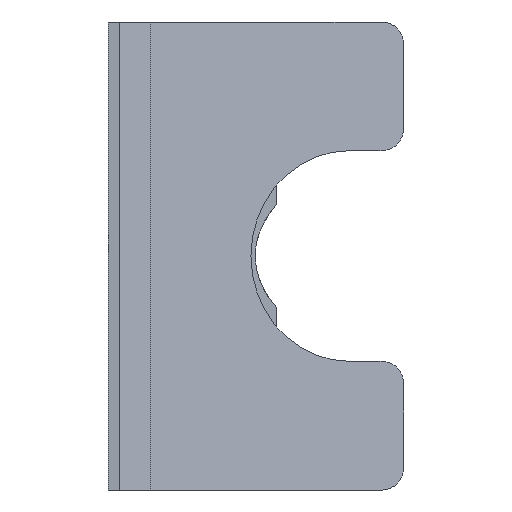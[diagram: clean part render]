
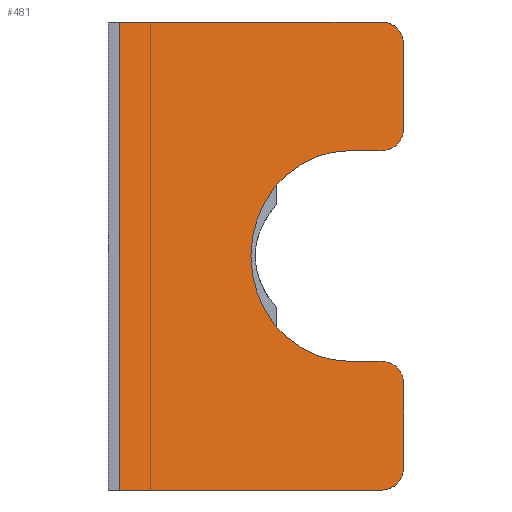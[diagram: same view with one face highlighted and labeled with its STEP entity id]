
A CAD part, left-side view. The second image highlights one B-rep face of the part: STEP entity #481.
In plain terms, the highlighted planar face has unit normal (-0.934, -0.357, 0).
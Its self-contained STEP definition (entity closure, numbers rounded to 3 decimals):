
#37=FACE_OUTER_BOUND($,#61,.T.);
#61=EDGE_LOOP($,(#365,#366,#367,#368,#369,#370,#371,#372,#373,#374,#375,
#376));
#82=CIRCLE($,#505,1.);
#83=CIRCLE($,#508,1.);
#84=CIRCLE($,#511,4.5);
#85=CIRCLE($,#514,1.);
#86=CIRCLE($,#517,1.);
#103=LINE($,#711,#154);
#106=LINE($,#719,#157);
#109=LINE($,#727,#160);
#112=LINE($,#735,#163);
#115=LINE($,#744,#166);
#119=LINE($,#751,#170);
#120=LINE($,#752,#171);
#154=VECTOR($,#569,3.5);
#157=VECTOR($,#578,1.5);
#160=VECTOR($,#587,1.5);
#163=VECTOR($,#596,3.5);
#166=VECTOR($,#605,20.);
#170=VECTOR($,#611,12.);
#171=VECTOR($,#612,12.);
#208=VERTEX_POINT($,#704);
#209=VERTEX_POINT($,#705);
#210=VERTEX_POINT($,#710);
#211=VERTEX_POINT($,#714);
#212=VERTEX_POINT($,#718);
#213=VERTEX_POINT($,#722);
#214=VERTEX_POINT($,#726);
#215=VERTEX_POINT($,#730);
#216=VERTEX_POINT($,#734);
#217=VERTEX_POINT($,#738);
#218=VERTEX_POINT($,#742);
#219=VERTEX_POINT($,#743);
#255=EDGE_CURVE($,#208,#209,#82,.T.);
#258=EDGE_CURVE($,#209,#210,#103,.T.);
#260=EDGE_CURVE($,#210,#211,#83,.T.);
#262=EDGE_CURVE($,#211,#212,#106,.T.);
#264=EDGE_CURVE($,#212,#213,#84,.T.);
#266=EDGE_CURVE($,#213,#214,#109,.T.);
#268=EDGE_CURVE($,#214,#215,#85,.T.);
#270=EDGE_CURVE($,#215,#216,#112,.T.);
#272=EDGE_CURVE($,#216,#217,#86,.T.);
#274=EDGE_CURVE($,#218,#219,#115,.T.);
#278=EDGE_CURVE($,#219,#208,#119,.T.);
#279=EDGE_CURVE($,#217,#218,#120,.T.);
#365=ORIENTED_EDGE($,*,*,#274,.T.);
#366=ORIENTED_EDGE($,*,*,#278,.T.);
#367=ORIENTED_EDGE($,*,*,#255,.T.);
#368=ORIENTED_EDGE($,*,*,#258,.T.);
#369=ORIENTED_EDGE($,*,*,#260,.T.);
#370=ORIENTED_EDGE($,*,*,#262,.T.);
#371=ORIENTED_EDGE($,*,*,#264,.T.);
#372=ORIENTED_EDGE($,*,*,#266,.T.);
#373=ORIENTED_EDGE($,*,*,#268,.T.);
#374=ORIENTED_EDGE($,*,*,#270,.T.);
#375=ORIENTED_EDGE($,*,*,#272,.T.);
#376=ORIENTED_EDGE($,*,*,#279,.T.);
#459=PLANE($,#519);
#481=ADVANCED_FACE($,(#37),#459,.T.);
#505=AXIS2_PLACEMENT_3D($,#706,#563,#564);
#508=AXIS2_PLACEMENT_3D($,#715,#573,#574);
#511=AXIS2_PLACEMENT_3D($,#723,#582,#583);
#514=AXIS2_PLACEMENT_3D($,#731,#591,#592);
#517=AXIS2_PLACEMENT_3D($,#739,#600,#601);
#519=AXIS2_PLACEMENT_3D($,#750,#609,#610);
#563=DIRECTION('center_axis',(-0.934,-0.358,0.));
#564=DIRECTION('ref_axis',(0.,0.,-1.));
#569=DIRECTION($,(0.,0.,1.));
#573=DIRECTION('center_axis',(-0.934,-0.358,0.));
#574=DIRECTION('ref_axis',(0.358,-0.934,0.));
#578=DIRECTION($,(-0.358,0.934,0.));
#582=DIRECTION('center_axis',(0.934,0.358,0.));
#583=DIRECTION('ref_axis',(0.,0.,-1.));
#587=DIRECTION($,(0.358,-0.934,0.));
#591=DIRECTION('center_axis',(-0.934,-0.358,0.));
#592=DIRECTION('ref_axis',(0.,0.,-1.));
#596=DIRECTION($,(0.,0.,1.));
#600=DIRECTION('center_axis',(-0.934,-0.358,0.));
#601=DIRECTION('ref_axis',(0.358,-0.934,0.));
#605=DIRECTION($,(0.,0.,-1.));
#609=DIRECTION('center_axis',(-0.934,-0.358,0.));
#610=DIRECTION('ref_axis',(0.,0.,1.));
#611=DIRECTION($,(0.358,-0.934,0.));
#612=DIRECTION($,(-0.358,0.934,0.));
#704=CARTESIAN_POINT('',(-2.46,-11.707,-10.));
#705=CARTESIAN_POINT('',(-2.102,-12.641,-9.));
#706=CARTESIAN_POINT('Origin',(-2.46,-11.707,-9.));
#710=CARTESIAN_POINT('',(-2.102,-12.641,-5.5));
#711=CARTESIAN_POINT($,(-2.102,-12.641,-9.));
#714=CARTESIAN_POINT('',(-2.46,-11.707,-4.5));
#715=CARTESIAN_POINT('Origin',(-2.46,-11.707,-5.5));
#718=CARTESIAN_POINT('',(-2.996,-10.306,-4.5));
#719=CARTESIAN_POINT($,(-2.46,-11.707,-4.5));
#722=CARTESIAN_POINT('',(-2.996,-10.306,4.5));
#723=CARTESIAN_POINT('Origin',(-2.996,-10.306,0.));
#726=CARTESIAN_POINT('',(-2.46,-11.707,4.5));
#727=CARTESIAN_POINT($,(-2.996,-10.306,4.5));
#730=CARTESIAN_POINT('',(-2.102,-12.641,5.5));
#731=CARTESIAN_POINT('Origin',(-2.46,-11.707,5.5));
#734=CARTESIAN_POINT('',(-2.102,-12.641,9.));
#735=CARTESIAN_POINT($,(-2.102,-12.641,5.5));
#738=CARTESIAN_POINT('',(-2.46,-11.707,10.));
#739=CARTESIAN_POINT('Origin',(-2.46,-11.707,9.));
#742=CARTESIAN_POINT('',(-6.75,-0.5,10.));
#743=CARTESIAN_POINT('',(-6.75,-0.5,-10.));
#744=CARTESIAN_POINT($,(-6.75,-0.5,0.));
#750=CARTESIAN_POINT('Origin',(-4.639,-6.014,0.));
#751=CARTESIAN_POINT($,(-6.75,-0.5,-10.));
#752=CARTESIAN_POINT($,(-2.46,-11.707,10.));
